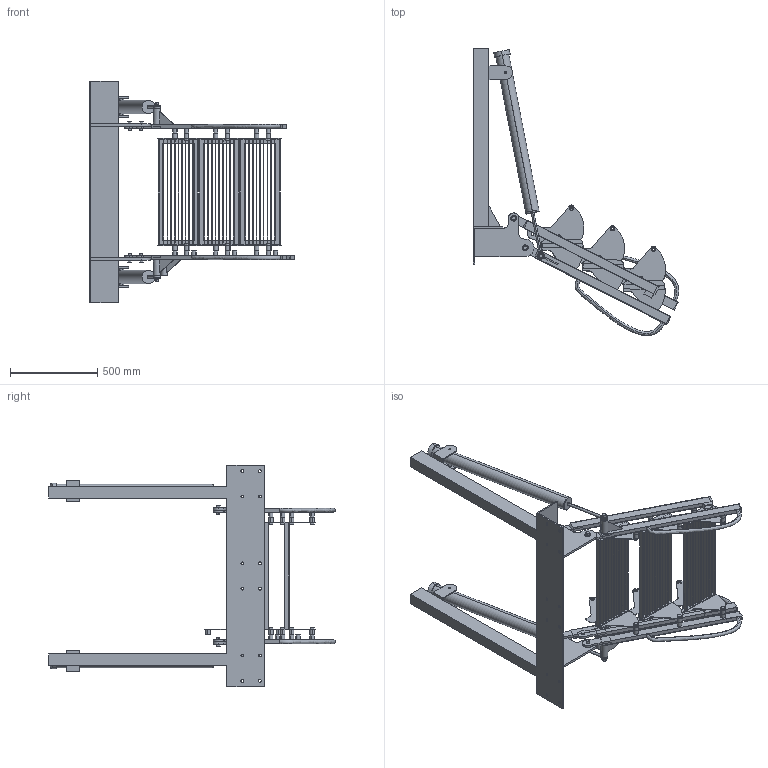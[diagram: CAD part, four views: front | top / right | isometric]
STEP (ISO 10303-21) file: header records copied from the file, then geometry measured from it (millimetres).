
FILE_DESCRIPTION (( 'STEP AP203' ), '1' );
FILE_NAME ('Assem2.STEP', '2017-09-10T16:12:38', ( '' ), ( '' ), 'SwSTEP 2.0', 'SolidWorks 2014', '' );
FILE_SCHEMA (( 'CONFIG_CONTROL_DESIGN' ));
Length unit declared in the file: millimetre
Products named in the file (16): Support1; Assem2; Ram1; Support5; Support4; hex cap screw_am_B18.2.3.1M - Hex cap screw, M14 x 2.0 x 30 --30N; Base; Stair; Rod; Assem1; Bracket2; Support6; Bracket; Support2; Support3; hex flange screw_am_B18.2.3.4M - Hex flange screw, M16 x 2.0 x 40 --40N
Assembly tree (36 placements, depth 3):
  Assem2
    Base
    Bracket  x2
    Ram1  x2
    Rod  x2
    Support3
    Support4
    Bracket2  x2
    Support1
    Assem1  x3
      Stair
      Support2
      Support5
    hex flange screw_am_B18.2.3.4M - Hex flange screw, M16 x 2.0 x 40 --40N  x6
    hex cap screw_am_B18.2.3.1M - Hex cap screw, M14 x 2.0 x 30 --30N  x11
    Support6
Bounding box: 1175.3 x 1640.35 x 1265 mm (x, y, z)
Volume: 26428273.9 mm3; surface area: 6481819.4 mm2
Topology: 47 solids, 47 shells, 1778 faces, 4527 edges, 2860 vertices
Faces by surface type: cylinder 781, plane 758, cone 148, bspline 63, torus 24, sphere 4
Entity records: 35958 total; most frequent: CARTESIAN_POINT 15094, ORIENTED_EDGE 4102, DIRECTION 3657, EDGE_CURVE 2051, VERTEX_POINT 1329, AXIS2_PLACEMENT_3D 1277, LINE 1103, VECTOR 1103
